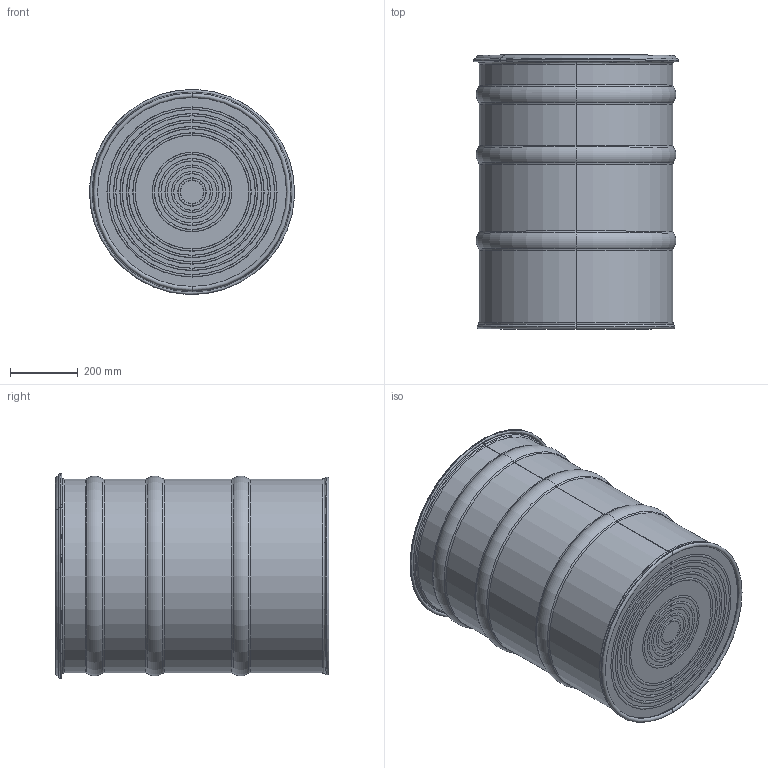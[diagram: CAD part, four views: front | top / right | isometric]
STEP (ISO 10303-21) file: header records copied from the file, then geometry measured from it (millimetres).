
FILE_DESCRIPTION (( 'STEP AP214' ), '1' );
FILE_NAME ('55 G Drum.STEP', '2011-06-29T08:40:27', ( '' ), ( '' ), 'SwSTEP 2.0', 'SolidWorks 2011', '' );
FILE_SCHEMA (( 'AUTOMOTIVE_DESIGN' ));
Length unit declared in the file: inch
Products named in the file (3): Drum Loose Cover; drum; 55 G Drum
Assembly tree (2 placements, depth 2):
  55 G Drum
    drum
    Drum Loose Cover
Bounding box: 606.13 x 809.31 x 606.13 mm (x, y, z)
Volume: 4275056.4 mm3; surface area: 4157881.5 mm2
Topology: 3 solids, 4 shells, 166 faces, 328 edges, 188 vertices
Faces by surface type: torus 128, plane 26, cylinder 10, cone 2
Entity records: 4513 total; most frequent: DIRECTION 986, CARTESIAN_POINT 687, ORIENTED_EDGE 656, AXIS2_PLACEMENT_3D 487, EDGE_CURVE 328, CIRCLE 316, EDGE_LOOP 188, VERTEX_POINT 188
